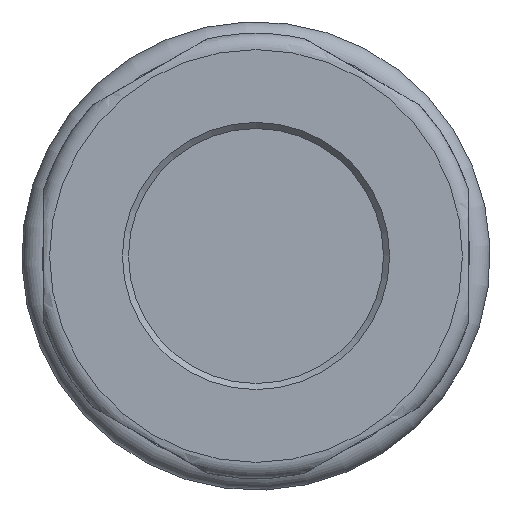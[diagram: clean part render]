
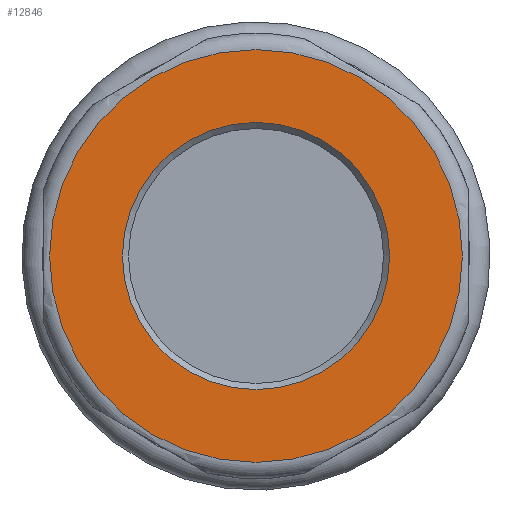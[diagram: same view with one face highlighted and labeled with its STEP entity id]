
A CAD part, left-side view. The second image highlights one B-rep face of the part: STEP entity #12846.
In plain terms, the highlighted planar face has unit normal (-1, 0, 0).
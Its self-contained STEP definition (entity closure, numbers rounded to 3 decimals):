
#439=PLANE('',#13526);
#666=FACE_BOUND('',#1653,.T.);
#933=FACE_OUTER_BOUND('',#1652,.T.);
#1652=EDGE_LOOP('',(#9237,#9238));
#1653=EDGE_LOOP('',(#9239));
#2260=CIRCLE('',#13523,6.6);
#2263=CIRCLE('',#13527,10.2);
#2264=CIRCLE('',#13528,10.2);
#5206=VERTEX_POINT('',#46599);
#5209=VERTEX_POINT('',#46607);
#5210=VERTEX_POINT('',#46608);
#6698=EDGE_CURVE('',#5206,#5206,#2260,.T.);
#6702=EDGE_CURVE('',#5209,#5210,#2263,.T.);
#6703=EDGE_CURVE('',#5210,#5209,#2264,.T.);
#9237=ORIENTED_EDGE('',*,*,#6702,.F.);
#9238=ORIENTED_EDGE('',*,*,#6703,.F.);
#9239=ORIENTED_EDGE('',*,*,#6698,.F.);
#12846=ADVANCED_FACE('',(#933,#666),#439,.T.);
#13523=AXIS2_PLACEMENT_3D('',#46600,#14512,#14513);
#13526=AXIS2_PLACEMENT_3D('',#46606,#14519,#14520);
#13527=AXIS2_PLACEMENT_3D('',#46609,#14521,#14522);
#13528=AXIS2_PLACEMENT_3D('',#46610,#14523,#14524);
#14512=DIRECTION('center_axis',(-1.,0.,0.));
#14513=DIRECTION('ref_axis',(0.,-1.,0.));
#14519=DIRECTION('center_axis',(-1.,0.,0.));
#14520=DIRECTION('ref_axis',(0.,0.,1.));
#14521=DIRECTION('center_axis',(1.,0.,0.));
#14522=DIRECTION('ref_axis',(0.,-1.,0.));
#14523=DIRECTION('center_axis',(1.,0.,0.));
#14524=DIRECTION('ref_axis',(0.,-1.,0.));
#46599=CARTESIAN_POINT('',(0.,6.6,0.));
#46600=CARTESIAN_POINT('Origin',(0.,0.,0.));
#46606=CARTESIAN_POINT('Origin',(0.,8.65,0.));
#46607=CARTESIAN_POINT('',(0.,10.2,0.));
#46608=CARTESIAN_POINT('',(0.,0.,10.2));
#46609=CARTESIAN_POINT('Origin',(0.,0.,0.));
#46610=CARTESIAN_POINT('Origin',(0.,0.,0.));
